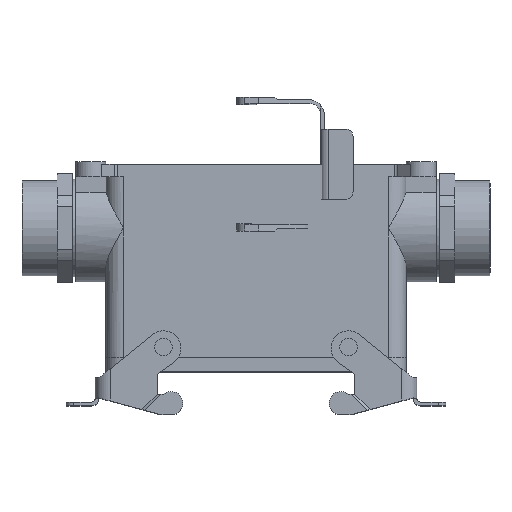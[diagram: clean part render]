
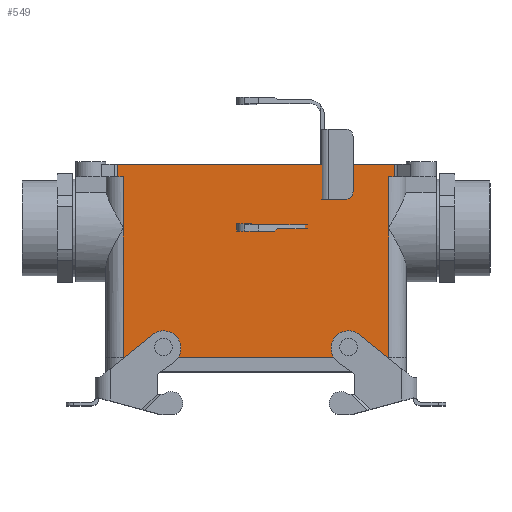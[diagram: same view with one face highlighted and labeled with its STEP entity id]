
A CAD part, top view. The second image highlights one B-rep face of the part: STEP entity #549.
In plain terms, the highlighted planar face has unit normal (0, 0, 1).
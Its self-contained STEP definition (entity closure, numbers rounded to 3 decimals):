
#549 = ADVANCED_FACE( '', ( #1212, #1213, #1214 ), #1215, .F. );
#1212 = FACE_OUTER_BOUND( '', #1985, .T. );
#1213 = FACE_BOUND( '', #1986, .T. );
#1214 = FACE_BOUND( '', #1987, .T. );
#1215 = PLANE( '', #1988 );
#1985 = EDGE_LOOP( '', ( #3529, #3530, #3531, #3532, #3533, #3534, #3535, #3536, #3537, #3538 ) );
#1986 = EDGE_LOOP( '', ( #3539 ) );
#1987 = EDGE_LOOP( '', ( #3540 ) );
#1988 = AXIS2_PLACEMENT_3D( '', #3541, #3542, #3543 );
#3529 = ORIENTED_EDGE( '', *, *, #4680, .F. );
#3530 = ORIENTED_EDGE( '', *, *, #4873, .F. );
#3531 = ORIENTED_EDGE( '', *, *, #4634, .F. );
#3532 = ORIENTED_EDGE( '', *, *, #4530, .T. );
#3533 = ORIENTED_EDGE( '', *, *, #4500, .T. );
#3534 = ORIENTED_EDGE( '', *, *, #4940, .T. );
#3535 = ORIENTED_EDGE( '', *, *, #4941, .F. );
#3536 = ORIENTED_EDGE( '', *, *, #4533, .T. );
#3537 = ORIENTED_EDGE( '', *, *, #4868, .T. );
#3538 = ORIENTED_EDGE( '', *, *, #4819, .F. );
#3539 = ORIENTED_EDGE( '', *, *, #4644, .F. );
#3540 = ORIENTED_EDGE( '', *, *, #4578, .F. );
#3541 = CARTESIAN_POINT( '', ( 56.015, -5., 21.5 ) );
#3542 = DIRECTION( '', ( 0., 0., -1. ) );
#3543 = DIRECTION( '', ( -1., 0., 0. ) );
#4500 = EDGE_CURVE( '', #5421, #5419, #5422, .T. );
#4530 = EDGE_CURVE( '', #5467, #5421, #5470, .T. );
#4533 = EDGE_CURVE( '', #5475, #5473, #5476, .T. );
#4578 = EDGE_CURVE( '', #5545, #5545, #5546, .F. );
#4634 = EDGE_CURVE( '', #5467, #5633, #5642, .T. );
#4644 = EDGE_CURVE( '', #5657, #5657, #5658, .F. );
#4680 = EDGE_CURVE( '', #5712, #5713, #5714, .T. );
#4819 = EDGE_CURVE( '', #5713, #5928, #5929, .T. );
#4868 = EDGE_CURVE( '', #5473, #5928, #5994, .T. );
#4873 = EDGE_CURVE( '', #5633, #5712, #6000, .T. );
#4940 = EDGE_CURVE( '', #5419, #6089, #6090, .F. );
#4941 = EDGE_CURVE( '', #5475, #6089, #6091, .T. );
#5419 = VERTEX_POINT( '', #6717 );
#5421 = VERTEX_POINT( '', #6719 );
#5422 = LINE( '', #6720, #6721 );
#5467 = VERTEX_POINT( '', #6820 );
#5470 = LINE( '', #6824, #6825 );
#5473 = VERTEX_POINT( '', #6828 );
#5475 = VERTEX_POINT( '', #6849 );
#5476 = LINE( '', #6850, #6851 );
#5545 = VERTEX_POINT( '', #6957 );
#5546 = CIRCLE( '', #6958, 2.45 );
#5633 = VERTEX_POINT( '', #7149 );
#5642 = LINE( '', #7161, #7162 );
#5657 = VERTEX_POINT( '', #7180 );
#5658 = CIRCLE( '', #7181, 2.45 );
#5712 = VERTEX_POINT( '', #7251 );
#5713 = VERTEX_POINT( '', #7252 );
#5714 = LINE( '', #7253, #7254 );
#5928 = VERTEX_POINT( '', #7574 );
#5929 = LINE( '', #7575, #7576 );
#5994 = LINE( '', #7664, #7665 );
#6000 = LINE( '', #7698, #7699 );
#6089 = VERTEX_POINT( '', #7840 );
#6090 = LINE( '', #7841, #7842 );
#6091 = LINE( '', #7843, #7844 );
#6717 = CARTESIAN_POINT( '', ( -55.186, 0., 21.5 ) );
#6719 = CARTESIAN_POINT( '', ( 55.186, 0., 21.5 ) );
#6720 = CARTESIAN_POINT( '', ( 56.015, 0., 21.5 ) );
#6721 = VECTOR( '', #8399, 1000. );
#6820 = CARTESIAN_POINT( '', ( 55.186, -5., 21.5 ) );
#6824 = CARTESIAN_POINT( '', ( 55.186, 0., 21.5 ) );
#6825 = VECTOR( '', #8436, 1000. );
#6828 = CARTESIAN_POINT( '', ( -53., -25.5, 21.5 ) );
#6849 = CARTESIAN_POINT( '', ( -53., -5., 21.5 ) );
#6850 = CARTESIAN_POINT( '', ( -53., 96.515, 21.5 ) );
#6851 = VECTOR( '', #8437, 1000. );
#6957 = CARTESIAN_POINT( '', ( -39.45, -73.1, 21.5 ) );
#6958 = AXIS2_PLACEMENT_3D( '', #8494, #8495, #8496 );
#7149 = CARTESIAN_POINT( '', ( 53., -5., 21.5 ) );
#7161 = CARTESIAN_POINT( '', ( 56.015, -5., 21.5 ) );
#7162 = VECTOR( '', #8572, 1000. );
#7180 = CARTESIAN_POINT( '', ( 34.55, -73.1, 21.5 ) );
#7181 = AXIS2_PLACEMENT_3D( '', #8585, #8586, #8587 );
#7251 = CARTESIAN_POINT( '', ( 53., -25.5, 21.5 ) );
#7252 = CARTESIAN_POINT( '', ( 53., -77.4, 21.5 ) );
#7253 = CARTESIAN_POINT( '', ( 53., 96.515, 21.5 ) );
#7254 = VECTOR( '', #8628, 1000. );
#7574 = CARTESIAN_POINT( '', ( -53., -77.4, 21.5 ) );
#7575 = CARTESIAN_POINT( '', ( -53., -77.4, 21.5 ) );
#7576 = VECTOR( '', #8803, 1000. );
#7664 = CARTESIAN_POINT( '', ( -53., 96.515, 21.5 ) );
#7665 = VECTOR( '', #8857, 1000. );
#7698 = CARTESIAN_POINT( '', ( 53., 96.515, 21.5 ) );
#7699 = VECTOR( '', #8861, 1000. );
#7840 = CARTESIAN_POINT( '', ( -55.186, -5., 21.5 ) );
#7841 = CARTESIAN_POINT( '', ( -55.186, -5., 21.5 ) );
#7842 = VECTOR( '', #8931, 1000. );
#7843 = CARTESIAN_POINT( '', ( 56.015, -5., 21.5 ) );
#7844 = VECTOR( '', #8932, 1000. );
#8399 = DIRECTION( '', ( -1., 0., 0. ) );
#8436 = DIRECTION( '', ( 0., 1., 0. ) );
#8437 = DIRECTION( '', ( 0., -1., 0. ) );
#8494 = CARTESIAN_POINT( '', ( -37., -73.1, 21.5 ) );
#8495 = DIRECTION( '', ( 0., 0., -1. ) );
#8496 = DIRECTION( '', ( -1., 0., 0. ) );
#8572 = DIRECTION( '', ( -1., 0., 0. ) );
#8585 = CARTESIAN_POINT( '', ( 37., -73.1, 21.5 ) );
#8586 = DIRECTION( '', ( 0., 0., -1. ) );
#8587 = DIRECTION( '', ( -1., 0., 0. ) );
#8628 = DIRECTION( '', ( 0., -1., 0. ) );
#8803 = DIRECTION( '', ( -1., 0., 0. ) );
#8857 = DIRECTION( '', ( 0., -1., 0. ) );
#8861 = DIRECTION( '', ( 0., -1., 0. ) );
#8931 = DIRECTION( '', ( 0., 1., 0. ) );
#8932 = DIRECTION( '', ( -1., 0., 0. ) );
